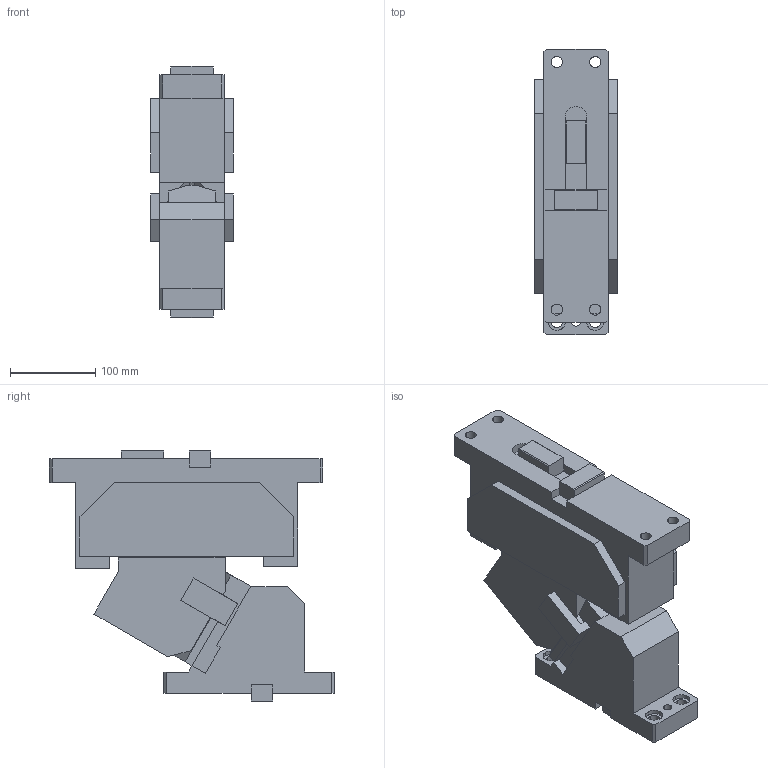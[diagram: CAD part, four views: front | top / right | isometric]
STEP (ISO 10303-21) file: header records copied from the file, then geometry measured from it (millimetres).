
FILE_DESCRIPTION(('CATIA V5 STEP Exchange'),'2;1');
FILE_NAME('CACN_F_75_60.stp','2015-04-24T09:57:04+00:00',('none'),('none'),'CATIA Version 5 Release 19 SP 2 (IN-10)','CATIA V5 STEP AP203','none');
FILE_SCHEMA(('CONFIG_CONTROL_DESIGN'));
Length unit declared in the file: millimetre
Products named in the file (1): CACN_F_75_60
Bounding box: 97 x 334 x 295 mm (x, y, z)
Volume: 4826721.3 mm3; surface area: 381668.7 mm2
Topology: 3 solids, 3 shells, 203 faces, 546 edges, 358 vertices
Faces by surface type: plane 164, cylinder 39
Entity records: 6553 total; most frequent: CARTESIAN_POINT 1507, ORIENTED_EDGE 1092, DIRECTION 892, EDGE_CURVE 546, VECTOR 462, LINE 462, VERTEX_POINT 358, AXIS2_PLACEMENT_3D 247
